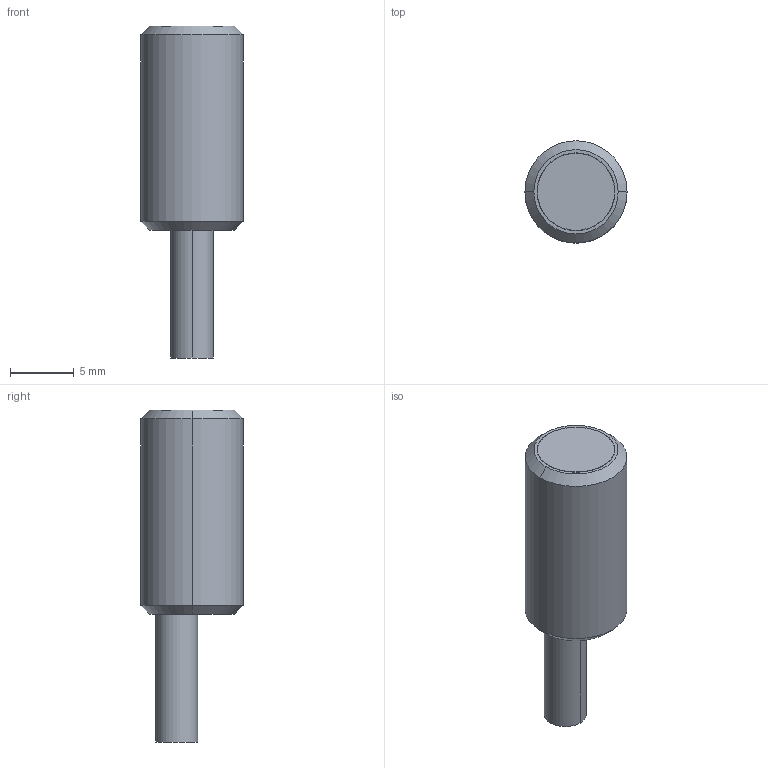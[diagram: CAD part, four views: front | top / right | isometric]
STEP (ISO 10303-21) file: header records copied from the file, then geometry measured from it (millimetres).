
FILE_DESCRIPTION((''),'2;1');
FILE_NAME('CAD-7060_SW0001','2020-09-03T09:44:38',('creinig-se'),(''),'CREO PARAMETRIC BY PTC INC, 2019292','CREO PARAMETRIC BY PTC INC, 2019292','');
FILE_SCHEMA(('CONFIG_CONTROL_DESIGN','SHAPE_APPEARANCE_LAYERS_GROUPS'));
Length unit declared in the file: millimetre
Products named in the file (1): CAD-7060_SW0001
Bounding box: 8 x 8 x 26 mm (x, y, z)
Volume: 877.6 mm3; surface area: 628.9 mm2
Topology: 1 solids, 1 shells, 18 faces, 87 edges, 124 vertices
Faces by surface type: cylinder 8, cone 6, plane 4
Entity records: 1117 total; most frequent: DIRECTION 163, CARTESIAN_POINT 128, ORIENTED_EDGE 72, PRESENTATION_STYLE_ASSIGNMENT 70, STYLED_ITEM 70, AXIS2_PLACEMENT_3D 57, CURVE_STYLE 52, TRIMMED_CURVE 51
